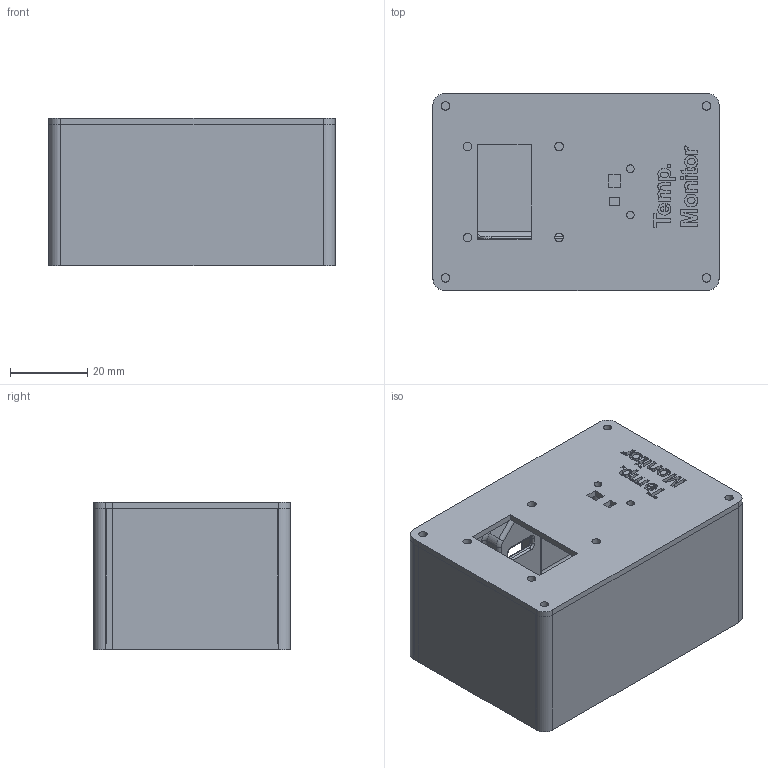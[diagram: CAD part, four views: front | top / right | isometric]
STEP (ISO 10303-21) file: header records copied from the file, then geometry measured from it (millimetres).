
FILE_DESCRIPTION(/* description */ (''),/* implementation_level */ '2;1');
FILE_NAME(/* name */ 'Temp Monitor.step',/* time_stamp */ '2026-01-29T16:10:14-05:00',/* author */ (''),/* organization */ (''),/* preprocessor_version */ 'ST-DEVELOPER v20.1',/* originating_system */ 'Autodesk Translation Framework v14.21.0.0',/* authorisation */ '');
FILE_SCHEMA (('AUTOMOTIVE_DESIGN { 1 0 10303 214 3 1 1 }'));
Length unit declared in the file: millimetre
Products named in the file (3): 2026-01-21-01-30-55-909; 2026-01-21-13-42-06-522; 2026-01-21-03-17-24-480
Assembly tree (2 placements, depth 2):
  2026-01-21-01-30-55-909
    2026-01-21-13-42-06-522
    2026-01-21-03-17-24-480
Bounding box: 74.21 x 51.1 x 38.2 mm (x, y, z)
Volume: 29728.5 mm3; surface area: 34346.1 mm2
Topology: 2 solids, 2 shells, 520 faces, 1321 edges, 826 vertices
Faces by surface type: plane 188, cylinder 152, bspline 128, torus 44, sphere 8
Full cylindrical faces by diameter (mm): 2 x2, 2.2 x8, 3.3 x4, 3.4 x4, 4 x2, 4.2 x4
Entity records: 17319 total; most frequent: CARTESIAN_POINT 5317, ORIENTED_EDGE 2614, DIRECTION 2201, EDGE_CURVE 1307, VERTEX_POINT 826, AXIS2_PLACEMENT_3D 745, LINE 711, VECTOR 711
